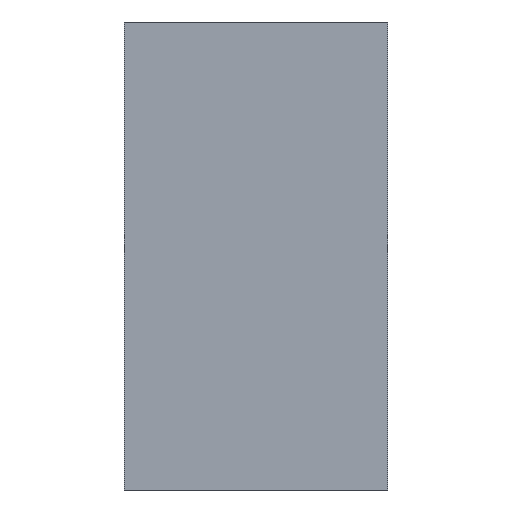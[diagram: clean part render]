
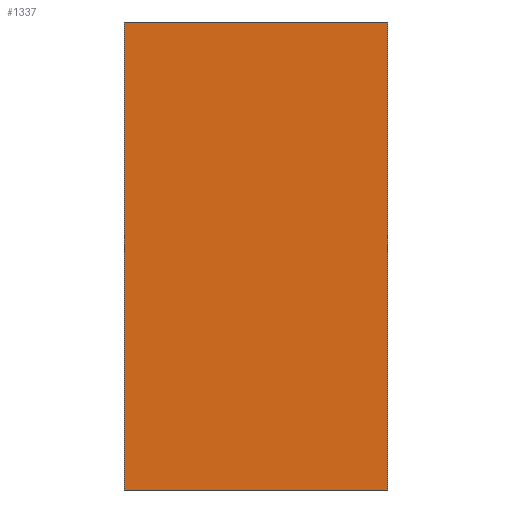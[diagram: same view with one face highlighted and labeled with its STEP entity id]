
A CAD part, left-side view. The second image highlights one B-rep face of the part: STEP entity #1337.
In plain terms, the highlighted planar face has unit normal (-1, 0, 0).
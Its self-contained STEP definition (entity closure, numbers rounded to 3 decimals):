
#217 = ORIENTED_EDGE ( 'NONE', *, *, #1665, .T. ) ;
#218 = ORIENTED_EDGE ( 'NONE', *, *, #1664, .F. ) ;
#219 = ORIENTED_EDGE ( 'NONE', *, *, #1642, .F. ) ;
#220 = ORIENTED_EDGE ( 'NONE', *, *, #1621, .T. ) ;
#378 = EDGE_LOOP ( 'NONE', ( #217, #218, #219, #220 ) ) ;
#472 = FACE_OUTER_BOUND ( 'NONE', #378, .T. ) ;
#721 = LINE ( 'NONE', #978, #728 ) ;
#728 = VECTOR ( 'NONE', #981, 1000. ) ;
#770 = LINE ( 'NONE', #1022, #771 ) ;
#771 = VECTOR ( 'NONE', #1023, 1000. ) ;
#805 = LINE ( 'NONE', #1060, #814 ) ;
#807 = LINE ( 'NONE', #1066, #816 ) ;
#814 = VECTOR ( 'NONE', #1067, 1000. ) ;
#816 = VECTOR ( 'NONE', #1069, 1000. ) ;
#978 = CARTESIAN_POINT ( 'NONE',  ( -0.8, 0.45, 0.8 ) ) ;
#981 = DIRECTION ( 'NONE',  ( 0., 0., -1. ) ) ;
#1022 = CARTESIAN_POINT ( 'NONE',  ( -0.8, 0.45, 0.8 ) ) ;
#1023 = DIRECTION ( 'NONE',  ( 0., -1., 0. ) ) ;
#1060 = CARTESIAN_POINT ( 'NONE',  ( -0.8, 0., 0.8 ) ) ;
#1066 = CARTESIAN_POINT ( 'NONE',  ( -0.8, 0.45, 0. ) ) ;
#1067 = DIRECTION ( 'NONE',  ( 0., 0., -1. ) ) ;
#1069 = DIRECTION ( 'NONE',  ( 0., -1., 0. ) ) ;
#1182 = CARTESIAN_POINT ( 'NONE',  ( -0.8, 0., 0. ) ) ;
#1199 = CARTESIAN_POINT ( 'NONE',  ( -0.8, 0., 0.8 ) ) ;
#1287 = CARTESIAN_POINT ( 'NONE',  ( -0.8, 0.45, 0. ) ) ;
#1288 = CARTESIAN_POINT ( 'NONE',  ( -0.8, 0.45, 0.8 ) ) ;
#1337 = ADVANCED_FACE ( 'NONE', ( #472 ), #2022, .F. ) ;
#1621 = EDGE_CURVE ( 'NONE', #1891, #1890, #721, .T. ) ;
#1642 = EDGE_CURVE ( 'NONE', #1891, #1802, #770, .T. ) ;
#1664 = EDGE_CURVE ( 'NONE', #1802, #1785, #805, .T. ) ;
#1665 = EDGE_CURVE ( 'NONE', #1890, #1785, #807, .T. ) ;
#1749 = AXIS2_PLACEMENT_3D ( 'NONE', #2014, #2034, #2035 ) ;
#1785 = VERTEX_POINT ( 'NONE', #1182 ) ;
#1802 = VERTEX_POINT ( 'NONE', #1199 ) ;
#1890 = VERTEX_POINT ( 'NONE', #1287 ) ;
#1891 = VERTEX_POINT ( 'NONE', #1288 ) ;
#2014 = CARTESIAN_POINT ( 'NONE',  ( -0.8, 0.45, 0.8 ) ) ;
#2022 = PLANE ( 'NONE',  #1749 ) ;
#2034 = DIRECTION ( 'NONE',  ( 1., 0., 0. ) ) ;
#2035 = DIRECTION ( 'NONE',  ( 0., 0., -1. ) ) ;
